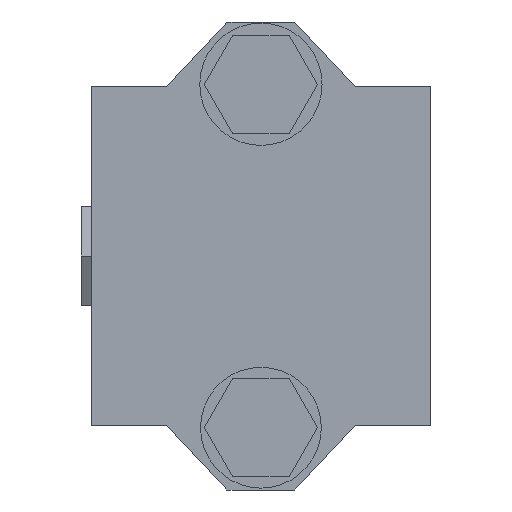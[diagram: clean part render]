
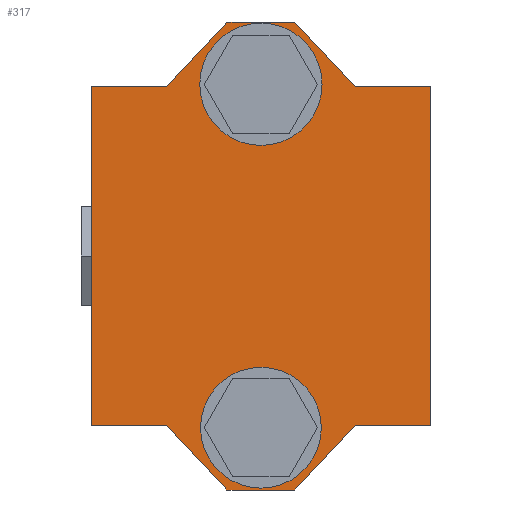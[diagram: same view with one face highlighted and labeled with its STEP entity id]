
A CAD part, front view. The second image highlights one B-rep face of the part: STEP entity #317.
In plain terms, the highlighted planar face has unit normal (0, -1, 0).
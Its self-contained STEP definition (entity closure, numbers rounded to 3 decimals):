
#317 = ADVANCED_FACE( '', ( #710, #711, #712 ), #713, .F. );
#710 = FACE_BOUND( '', #1179, .T. );
#711 = FACE_BOUND( '', #1180, .T. );
#712 = FACE_OUTER_BOUND( '', #1181, .T. );
#713 = PLANE( '', #1182 );
#1179 = EDGE_LOOP( '', ( #2065 ) );
#1180 = EDGE_LOOP( '', ( #2066 ) );
#1181 = EDGE_LOOP( '', ( #2067, #2068, #2069, #2070, #2071, #2072, #2073, #2074, #2075, #2076, #2077, #2078 ) );
#1182 = AXIS2_PLACEMENT_3D( '', #2079, #2080, #2081 );
#2065 = ORIENTED_EDGE( '', *, *, #2886, .T. );
#2066 = ORIENTED_EDGE( '', *, *, #2837, .T. );
#2067 = ORIENTED_EDGE( '', *, *, #2887, .F. );
#2068 = ORIENTED_EDGE( '', *, *, #2574, .F. );
#2069 = ORIENTED_EDGE( '', *, *, #2855, .F. );
#2070 = ORIENTED_EDGE( '', *, *, #2631, .F. );
#2071 = ORIENTED_EDGE( '', *, *, #2841, .F. );
#2072 = ORIENTED_EDGE( '', *, *, #2882, .T. );
#2073 = ORIENTED_EDGE( '', *, *, #2888, .T. );
#2074 = ORIENTED_EDGE( '', *, *, #2749, .F. );
#2075 = ORIENTED_EDGE( '', *, *, #2889, .F. );
#2076 = ORIENTED_EDGE( '', *, *, #2861, .F. );
#2077 = ORIENTED_EDGE( '', *, *, #2647, .T. );
#2078 = ORIENTED_EDGE( '', *, *, #2828, .F. );
#2079 = CARTESIAN_POINT( '', ( -22.5, -55.5, 45. ) );
#2080 = DIRECTION( '', ( 0., 1., 0. ) );
#2081 = DIRECTION( '', ( 0., 0., 1. ) );
#2574 = EDGE_CURVE( '', #3039, #3041, #3042, .T. );
#2631 = EDGE_CURVE( '', #3140, #3142, #3143, .T. );
#2647 = EDGE_CURVE( '', #3166, #3170, #3172, .T. );
#2749 = EDGE_CURVE( '', #3334, #3330, #3336, .T. );
#2828 = EDGE_CURVE( '', #3450, #3170, #3452, .T. );
#2837 = EDGE_CURVE( '', #3464, #3464, #3465, .T. );
#2841 = EDGE_CURVE( '', #3469, #3140, #3471, .T. );
#2855 = EDGE_CURVE( '', #3142, #3039, #3490, .T. );
#2861 = EDGE_CURVE( '', #3166, #3495, #3498, .T. );
#2882 = EDGE_CURVE( '', #3469, #3521, #3523, .T. );
#2886 = EDGE_CURVE( '', #3527, #3527, #3528, .T. );
#2887 = EDGE_CURVE( '', #3041, #3450, #3529, .T. );
#2888 = EDGE_CURVE( '', #3521, #3330, #3530, .T. );
#2889 = EDGE_CURVE( '', #3495, #3334, #3531, .T. );
#3039 = VERTEX_POINT( '', #3718 );
#3041 = VERTEX_POINT( '', #3721 );
#3042 = LINE( '', #3722, #3723 );
#3140 = VERTEX_POINT( '', #3858 );
#3142 = VERTEX_POINT( '', #3861 );
#3143 = LINE( '', #3862, #3863 );
#3166 = VERTEX_POINT( '', #3894 );
#3170 = VERTEX_POINT( '', #3900 );
#3172 = LINE( '', #3903, #3904 );
#3330 = VERTEX_POINT( '', #4239 );
#3334 = VERTEX_POINT( '', #4245 );
#3336 = LINE( '', #4248, #4249 );
#3450 = VERTEX_POINT( '', #4408 );
#3452 = LINE( '', #4411, #4412 );
#3464 = VERTEX_POINT( '', #4426 );
#3465 = CIRCLE( '', #4427, 8.1 );
#3469 = VERTEX_POINT( '', #4432 );
#3471 = LINE( '', #4435, #4436 );
#3490 = LINE( '', #4588, #4589 );
#3495 = VERTEX_POINT( '', #4595 );
#3498 = LINE( '', #4600, #4601 );
#3521 = VERTEX_POINT( '', #4634 );
#3523 = LINE( '', #4637, #4638 );
#3527 = VERTEX_POINT( '', #4643 );
#3528 = CIRCLE( '', #4644, 8. );
#3529 = LINE( '', #4645, #4646 );
#3530 = LINE( '', #4647, #4648 );
#3531 = LINE( '', #4649, #4650 );
#3718 = CARTESIAN_POINT( '', ( 4.5, -55.5, 53.5 ) );
#3721 = CARTESIAN_POINT( '', ( 12.5, -55.5, 45. ) );
#3722 = CARTESIAN_POINT( '', ( 4.5, -55.5, 53.5 ) );
#3723 = VECTOR( '', #4847, 1000. );
#3858 = CARTESIAN_POINT( '', ( -12.5, -55.5, 45. ) );
#3861 = CARTESIAN_POINT( '', ( -4.5, -55.5, 53.5 ) );
#3862 = CARTESIAN_POINT( '', ( -12.5, -55.5, 45. ) );
#3863 = VECTOR( '', #4904, 1000. );
#3894 = CARTESIAN_POINT( '', ( 12.5, -55.5, 0. ) );
#3900 = CARTESIAN_POINT( '', ( 22.5, -55.5, 0. ) );
#3903 = CARTESIAN_POINT( '', ( -22.5, -55.5, 0. ) );
#3904 = VECTOR( '', #4922, 1000. );
#4239 = CARTESIAN_POINT( '', ( -12.5, -55.5, 0. ) );
#4245 = CARTESIAN_POINT( '', ( -4.5, -55.5, -8.5 ) );
#4248 = CARTESIAN_POINT( '', ( -4.5, -55.5, -8.5 ) );
#4249 = VECTOR( '', #5017, 1000. );
#4408 = CARTESIAN_POINT( '', ( 22.5, -55.5, 45. ) );
#4411 = CARTESIAN_POINT( '', ( 22.5, -55.5, 45. ) );
#4412 = VECTOR( '', #5100, 1000. );
#4426 = CARTESIAN_POINT( '', ( 8.1, -55.5, 45.25 ) );
#4427 = AXIS2_PLACEMENT_3D( '', #5112, #5113, #5114 );
#4432 = CARTESIAN_POINT( '', ( -22.5, -55.5, 45. ) );
#4435 = CARTESIAN_POINT( '', ( -22.5, -55.5, 45. ) );
#4436 = VECTOR( '', #5117, 1000. );
#4588 = CARTESIAN_POINT( '', ( -4.5, -55.5, 53.5 ) );
#4589 = VECTOR( '', #5133, 1000. );
#4595 = CARTESIAN_POINT( '', ( 4.5, -55.5, -8.5 ) );
#4600 = CARTESIAN_POINT( '', ( 12.5, -55.5, 0. ) );
#4601 = VECTOR( '', #5137, 1000. );
#4634 = CARTESIAN_POINT( '', ( -22.5, -55.5, 0. ) );
#4637 = CARTESIAN_POINT( '', ( -22.5, -55.5, 45. ) );
#4638 = VECTOR( '', #5155, 1000. );
#4643 = CARTESIAN_POINT( '', ( 8., -55.5, -0.25 ) );
#4644 = AXIS2_PLACEMENT_3D( '', #5157, #5158, #5159 );
#4645 = CARTESIAN_POINT( '', ( -22.5, -55.5, 45. ) );
#4646 = VECTOR( '', #5160, 1000. );
#4647 = CARTESIAN_POINT( '', ( -22.5, -55.5, 0. ) );
#4648 = VECTOR( '', #5161, 1000. );
#4649 = CARTESIAN_POINT( '', ( 4.5, -55.5, -8.5 ) );
#4650 = VECTOR( '', #5162, 1000. );
#4847 = DIRECTION( '', ( 0.685, 0., -0.728 ) );
#4904 = DIRECTION( '', ( 0.685, 0., 0.728 ) );
#4922 = DIRECTION( '', ( 1., 0., 0. ) );
#5017 = DIRECTION( '', ( -0.685, 0., 0.728 ) );
#5100 = DIRECTION( '', ( 0., 0., -1. ) );
#5112 = CARTESIAN_POINT( '', ( 0., -55.5, 45.25 ) );
#5113 = DIRECTION( '', ( 0., 1., 0. ) );
#5114 = DIRECTION( '', ( 1., 0., 0. ) );
#5117 = DIRECTION( '', ( 1., 0., 0. ) );
#5133 = DIRECTION( '', ( 1., 0., 0. ) );
#5137 = DIRECTION( '', ( -0.685, 0., -0.728 ) );
#5155 = DIRECTION( '', ( 0., 0., -1. ) );
#5157 = CARTESIAN_POINT( '', ( 0., -55.5, -0.25 ) );
#5158 = DIRECTION( '', ( 0., 1., 0. ) );
#5159 = DIRECTION( '', ( 1., 0., 0. ) );
#5160 = DIRECTION( '', ( 1., 0., 0. ) );
#5161 = DIRECTION( '', ( 1., 0., 0. ) );
#5162 = DIRECTION( '', ( -1., 0., 0. ) );
